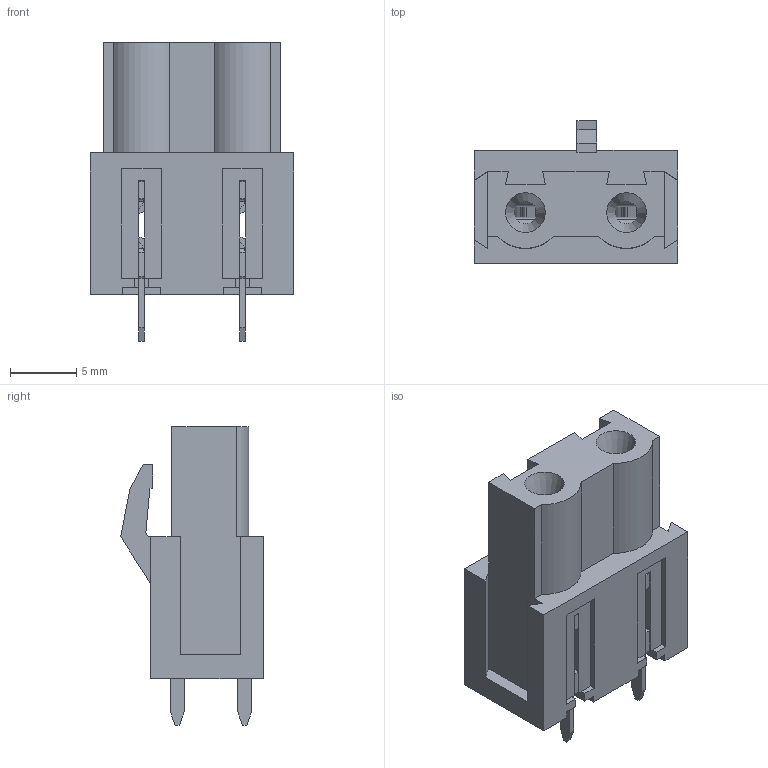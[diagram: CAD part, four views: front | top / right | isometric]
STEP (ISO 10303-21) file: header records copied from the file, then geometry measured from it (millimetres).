
FILE_DESCRIPTION(('FreeCAD Model'),'2;1');
FILE_NAME('Open CASCADE Shape Model','2023-08-22T16:35:42',( 'kicad StepUp'),('ksu MCAD'),'Open CASCADE STEP processor 7.6', 'FreeCAD','Unknown');
FILE_SCHEMA(('AUTOMOTIVE_DESIGN { 1 0 10303 214 1 1 1 1 }'));
Length unit declared in the file: millimetre
Products named in the file (1): Connector_WR-TBL Series 3074 - 7.62 mm Reversed Gender Vertical PCB 
Header__691307400002
Bounding box: 15.34 x 10.75 x 22.5 mm (x, y, z)
Volume: 1199.3 mm3; surface area: 2480.2 mm2
Topology: 1 solids, 1 shells, 344 faces, 989 edges, 631 vertices
Faces by surface type: plane 255, cylinder 81, cone 4, sphere 4
Full cylindrical faces by diameter (mm): 0.9 x4
Entity records: 11234 total; most frequent: CARTESIAN_POINT 2155, ORIENTED_EDGE 1970, DIRECTION 1794, EDGE_CURVE 985, LINE 782, VECTOR 782, VERTEX_POINT 631, AXIS2_PLACEMENT_3D 506
